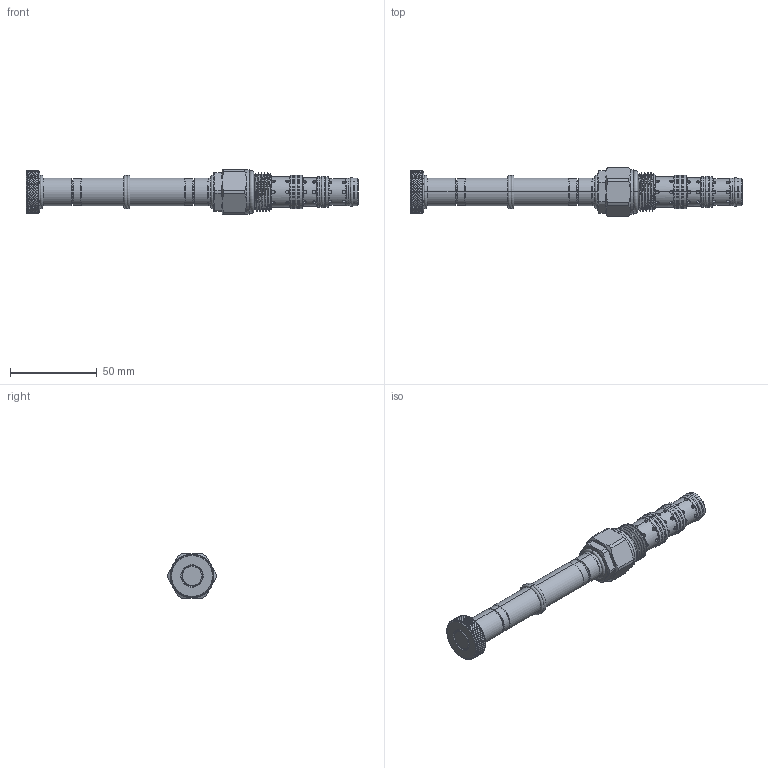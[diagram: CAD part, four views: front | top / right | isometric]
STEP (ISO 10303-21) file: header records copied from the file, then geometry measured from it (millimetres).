
FILE_DESCRIPTION (( 'STEP AP203' ), '1' );
FILE_NAME ('ES10W4C23N05.STEP', '2024-05-16T05:57:11', ( '' ), ( '' ), 'SwSTEP 2.0', 'SolidWorks 2018', '' );
FILE_SCHEMA (( 'CONFIG_CONTROL_DESIGN' ));
Products named in the file (1): ES10W4C23N05
Bounding box: 191.45 x 28.29 x 25.4 mm (x, y, z)
Volume: 50250 mm3; surface area: 15577.4 mm2
Topology: 1 solids, 1 shells, 2852 faces, 6030 edges, 3226 vertices
Faces by surface type: bspline 2009, cylinder 713, plane 48, cone 42, torus 40
Entity records: 108845 total; most frequent: CARTESIAN_POINT 71342, ORIENTED_EDGE 12060, EDGE_CURVE 6030, VERTEX_POINT 3226, EDGE_LOOP 2898, FACE_OUTER_BOUND 2852, ADVANCED_FACE 2852, DIRECTION 2785
